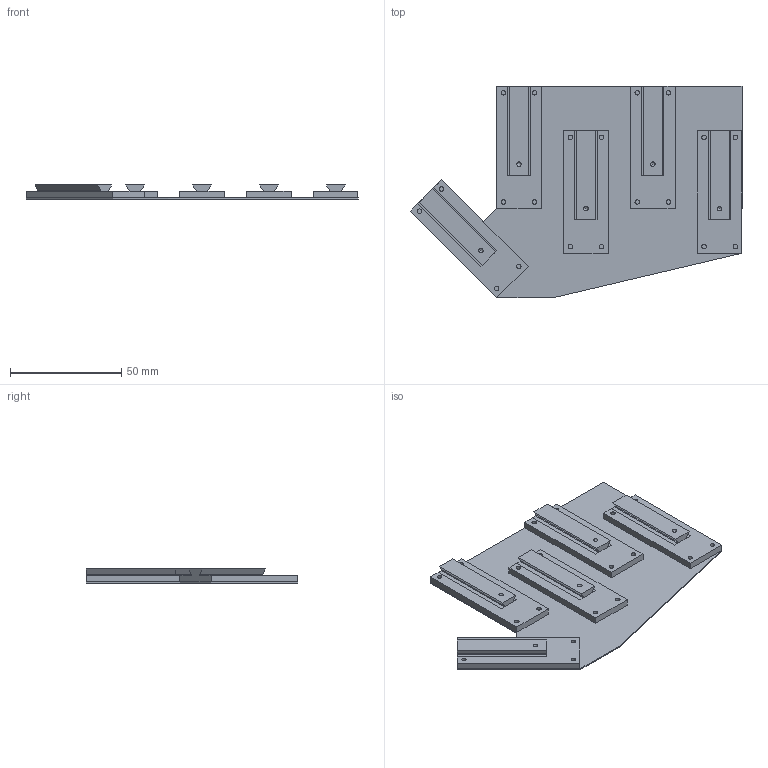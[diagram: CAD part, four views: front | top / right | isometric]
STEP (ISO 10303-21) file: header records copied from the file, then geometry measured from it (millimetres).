
FILE_DESCRIPTION(/* description */ (''),/* implementation_level */ '2;1');
FILE_NAME(/* name */ 'Hand Cover.step',/* time_stamp */ '2022-11-16T21:33:14-05:00',/* author */ (''),/* organization */ (''),/* preprocessor_version */ 'ST-DEVELOPER v19.2',/* originating_system */ 'Autodesk Translation Framework v11.17.0.187',/* authorisation */ '');
FILE_SCHEMA (('AUTOMOTIVE_DESIGN { 1 0 10303 214 3 1 1 }'));
Length unit declared in the file: millimetre
Products named in the file (1): Hand Cover
Bounding box: 148.89 x 95 x 6.3 mm (x, y, z)
Volume: 25300.5 mm3; surface area: 37095.6 mm2
Topology: 6 solids, 6 shells, 117 faces, 315 edges, 210 vertices
Faces by surface type: plane 92, cylinder 20, sphere 5
Full cylindrical faces by diameter (mm): 2 x20
Entity records: 3722 total; most frequent: CARTESIAN_POINT 638, ORIENTED_EDGE 620, DIRECTION 596, EDGE_CURVE 310, LINE 260, VECTOR 260, VERTEX_POINT 210, AXIS2_PLACEMENT_3D 168
